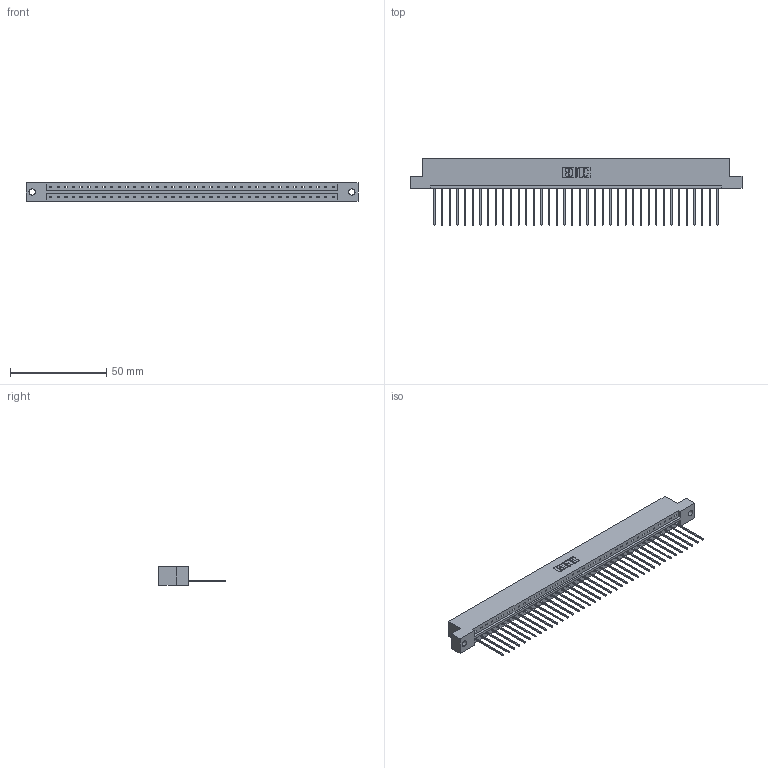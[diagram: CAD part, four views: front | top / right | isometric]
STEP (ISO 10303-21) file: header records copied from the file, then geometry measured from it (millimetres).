
FILE_DESCRIPTION (( 'STEP AP203' ), '1' );
FILE_NAME ('833-038-541-102.STEP', '2020-06-03T12:41:38', ( '' ), ( '' ), 'SwSTEP 2.0', 'SolidWorks 2020', '' );
FILE_SCHEMA (( 'CONFIG_CONTROL_DESIGN' ));
Length unit declared in the file: inch
Products named in the file (3): 833-038-541-102; 833 Part_Flush - .128 Dia; 345-292-001_345-293-141
Assembly tree (39 placements, depth 2):
  833-038-541-102
    833 Part_Flush - .128 Dia
    345-292-001_345-293-141  x38
Bounding box: 172.11 x 34.3 x 9.4 mm (x, y, z)
Volume: 17373.5 mm3; surface area: 19269.3 mm2
Topology: 39 solids, 39 shells, 2318 faces, 6999 edges, 4614 vertices
Faces by surface type: plane 1666, cylinder 652
Entity records: 23769 total; most frequent: CARTESIAN_POINT 4108, ORIENTED_EDGE 4082, DIRECTION 3473, EDGE_CURVE 2041, LINE 1913, VECTOR 1913, VERTEX_POINT 1358, AXIS2_PLACEMENT_3D 780
